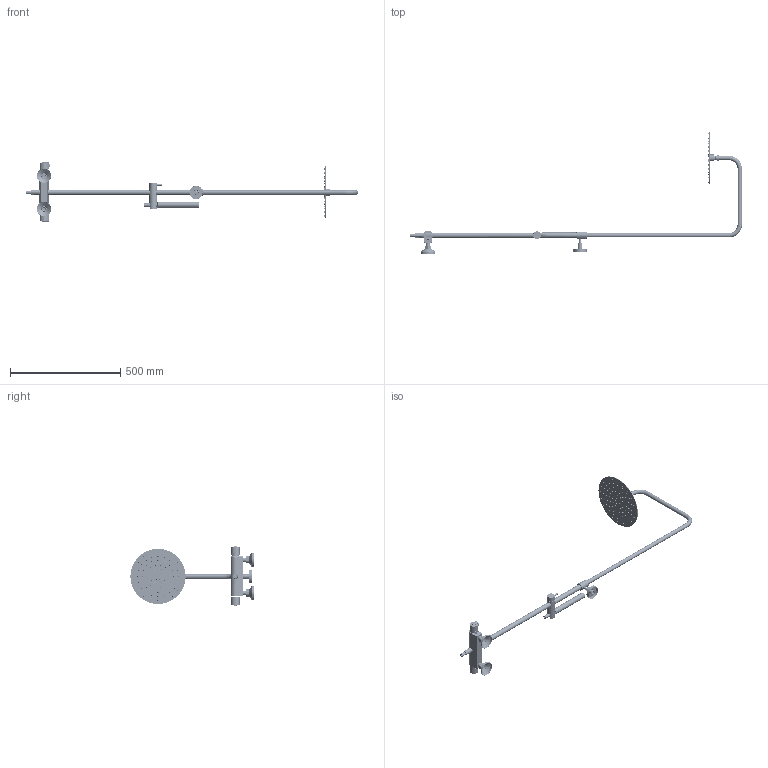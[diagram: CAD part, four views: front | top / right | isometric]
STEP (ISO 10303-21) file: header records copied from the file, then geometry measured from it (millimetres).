
FILE_DESCRIPTION((''),'2;1');
FILE_NAME('ATMA505_001','2022-09-19T13:50:47',('Michela Ferrini'),(''),'CREO PARAMETRIC BY PTC INC, 2020281','CREO PARAMETRIC BY PTC INC, 2020281','');
FILE_SCHEMA(('CONFIG_CONTROL_DESIGN'));
Products named in the file (42): 40GUDINGZUOZHUTI_2; 40GUDINGZUOLIANJIEGAN_1; 40GUDINGZUOLUOMU_2; 24X645_2; G12SHUIWEILUOMU_2; 20X1160_3; C01LIANGJIEGAN_2; 2P076AC01_1; 2P218MC01_1; SSUMAC0009; SSUMAC0012; SSUMAC0013; SSUMAC0015; SRNMAC0008; SSUMAC0008; SSUMAA0002; SDCPKC0153; SDCPKC0151; SDCPKC0156; SDCPKC0157; SDCPKA0047; SDCPKC0155; SDCPKC0149; SDCPKA0046; SDCMAA0007; SDCPKC0039; SDCMAA0002; SFSPKC0005_; SFSMAA0003_; ATMA405C001; SSRMAC0005; SSRMAC0006; SVGMAC0005; SFEMAC0001; A_MA005C007; A_MA005C008; SRSMAC0003; SPRMAA0003; ATMA405_003; SFSPKC0005 ...
Assembly tree (132 placements, depth 5):
  ATMA505_001
    40GUDINGZUOZHUTI_2
    40GUDINGZUOLIANJIEGAN_1
    40GUDINGZUOLUOMU_2
    24X645_2
    G12SHUIWEILUOMU_2
    20X1160_3
    C01LIANGJIEGAN_2
    2P076AC01_1
    2P218MC01_1
    SSUMAA0002
      SSUMAC0009
      SSUMAC0012
      SSUMAC0013
      SSUMAC0015  x2
      SRNMAC0008
      SSUMAC0008
    SDCMAA0007
      SDCPKA0046
        SDCPKC0153
        SDCPKC0151
        SDCPKA0047
          SDCPKC0156
          SDCPKC0157
        SDCPKC0155
        SDCPKC0149  x88
    SDCMAA0002
      SDCPKC0039
    SFSMAA0003_
      SFSPKC0005_
    ATMA405_003
      ATMA405C001
      SSRMAC0005  x2
      SSRMAC0006  x2
      SVGMAC0005
      SFEMAC0001
      A_MA005C007
      A_MA005C008
      SPRMAA0003
        SRSMAC0003  x2
    SFSMAA0003
      SFSPKC0005
Bounding box: 1503.8 x 558 x 268.4 mm (x, y, z)
Volume: 758841.5 mm3; surface area: 698216.2 mm2
Topology: 126 solids, 138 shells, 6723 faces, 15454 edges, 9736 vertices
Faces by surface type: cylinder 2416, torus 2217, plane 1385, cone 357, extrusion 171, bspline 163, sphere 14
Entity records: 131768 total; most frequent: CARTESIAN_POINT 56190, DIRECTION 15552, ORIENTED_EDGE 15384, EDGE_CURVE 7709, AXIS2_PLACEMENT_3D 6003, VERTEX_POINT 5053, VECTOR 3546, EDGE_LOOP 3516
